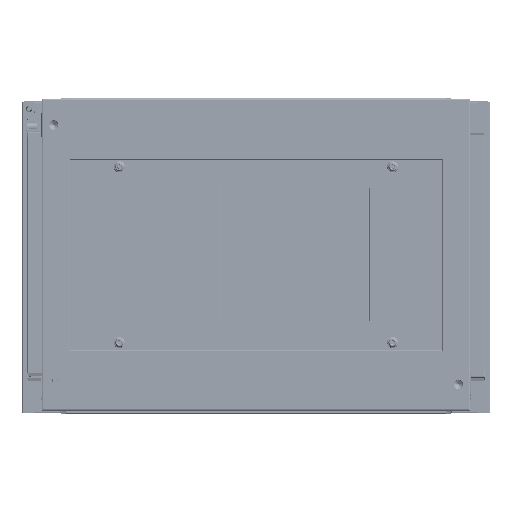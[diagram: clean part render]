
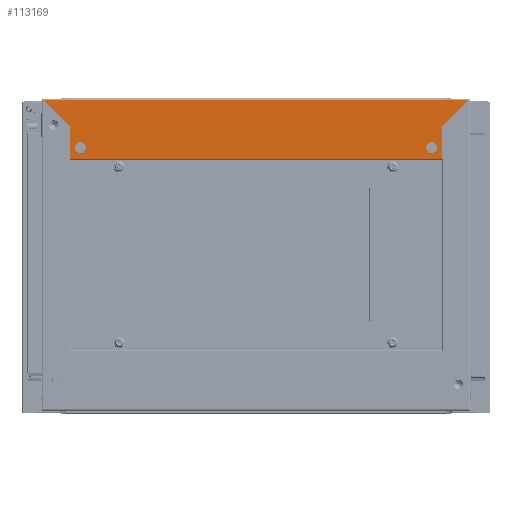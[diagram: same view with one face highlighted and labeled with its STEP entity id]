
A CAD part, top view. The second image highlights one B-rep face of the part: STEP entity #113169.
In plain terms, the highlighted planar face has unit normal (0, 0, 1).
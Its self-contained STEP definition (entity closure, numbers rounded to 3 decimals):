
#7150 = CIRCLE ( 'NONE', #19309, 7. ) ;
#7155 = CIRCLE ( 'NONE', #19312, 7. ) ;
#7371 = VECTOR ( 'NONE', #56189, 1000. ) ;
#7376 = VECTOR ( 'NONE', #56194, 1000. ) ;
#7383 = LINE ( 'NONE', #56201, #7420 ) ;
#7386 = LINE ( 'NONE', #56182, #7371 ) ;
#7393 = VECTOR ( 'NONE', #56222, 1000. ) ;
#7395 = LINE ( 'NONE', #56188, #7376 ) ;
#7404 = LINE ( 'NONE', #56197, #7406 ) ;
#7406 = VECTOR ( 'NONE', #56198, 1000. ) ;
#7420 = VECTOR ( 'NONE', #56206, 1000. ) ;
#7430 = CIRCLE ( 'NONE', #19366, 7. ) ;
#7432 = LINE ( 'NONE', #56221, #7447 ) ;
#7435 = VECTOR ( 'NONE', #56232, 1000. ) ;
#7437 = CIRCLE ( 'NONE', #19384, 7. ) ;
#7439 = LINE ( 'NONE', #56216, #7393 ) ;
#7447 = VECTOR ( 'NONE', #56227, 1000. ) ;
#7454 = LINE ( 'NONE', #56223, #7435 ) ;
#7462 = LINE ( 'NONE', #56235, #7465 ) ;
#7465 = VECTOR ( 'NONE', #56236, 1000. ) ;
#9810 = CARTESIAN_POINT ( 'NONE',  ( -238.25, -0.7, 1.5 ) ) ;
#9815 = CARTESIAN_POINT ( 'NONE',  ( 237.55, 0., 1.5 ) ) ;
#9893 = CARTESIAN_POINT ( 'NONE',  ( -272.24, 34.69, 1.5 ) ) ;
#19144 = CARTESIAN_POINT ( 'NONE',  ( 238.25, -40.29, 1.5 ) ) ;
#19173 = CARTESIAN_POINT ( 'NONE',  ( 272.24, 34.69, 1.5 ) ) ;
#19309 = AXIS2_PLACEMENT_3D ( 'NONE', #55943, #55950, #55952 ) ;
#19312 = AXIS2_PLACEMENT_3D ( 'NONE', #55937, #55960, #55961 ) ;
#19313 = CARTESIAN_POINT ( 'NONE',  ( -238.25, -40.29, 1.5 ) ) ;
#19366 = AXIS2_PLACEMENT_3D ( 'NONE', #56210, #56212, #56213 ) ;
#19384 = AXIS2_PLACEMENT_3D ( 'NONE', #56207, #56217, #56218 ) ;
#19671 = CARTESIAN_POINT ( 'NONE',  ( -218., -26.3, 1.5 ) ) ;
#19699 = CARTESIAN_POINT ( 'NONE',  ( 218., -26.3, 1.5 ) ) ;
#19701 = CARTESIAN_POINT ( 'NONE',  ( -237.55, 0., 1.5 ) ) ;
#19946 = CARTESIAN_POINT ( 'NONE',  ( 238.25, -0.7, 1.5 ) ) ;
#34355 = EDGE_LOOP ( 'NONE', ( #134988, #134991 ) ) ;
#34358 = EDGE_LOOP ( 'NONE', ( #134992, #134994 ) ) ;
#34360 = EDGE_LOOP ( 'NONE', ( #134996, #134997, #135000, #135001, #135003, #135005, #135006, #135009 ) ) ;
#49587 = FACE_BOUND ( 'NONE', #34355, .T. ) ;
#49596 = FACE_BOUND ( 'NONE', #34358, .T. ) ;
#49600 = FACE_OUTER_BOUND ( 'NONE', #34360, .T. ) ;
#53900 = CARTESIAN_POINT ( 'NONE',  ( 237.55, 0., 1.5 ) ) ;
#53910 = PLANE ( 'NONE',  #118322 ) ;
#53912 = DIRECTION ( 'NONE',  ( 0., 0., -1. ) ) ;
#53914 = DIRECTION ( 'NONE',  ( -1., 0., 0. ) ) ;
#55937 = CARTESIAN_POINT ( 'NONE',  ( -225., -26.3, 1.5 ) ) ;
#55943 = CARTESIAN_POINT ( 'NONE',  ( 225., -26.3, 1.5 ) ) ;
#55950 = DIRECTION ( 'NONE',  ( 0., 0., 1. ) ) ;
#55952 = DIRECTION ( 'NONE',  ( -1., 0., 0. ) ) ;
#55960 = DIRECTION ( 'NONE',  ( 0., 0., 1. ) ) ;
#55961 = DIRECTION ( 'NONE',  ( 1., 0., 0. ) ) ;
#56182 = CARTESIAN_POINT ( 'NONE',  ( -238.25, -0.7, 1.5 ) ) ;
#56188 = CARTESIAN_POINT ( 'NONE',  ( -238.25, -0.7, 1.5 ) ) ;
#56189 = DIRECTION ( 'NONE',  ( -0.707, -0.707, 0. ) ) ;
#56194 = DIRECTION ( 'NONE',  ( 0., -1., 0. ) ) ;
#56197 = CARTESIAN_POINT ( 'NONE',  ( -272.25, 34.7, 1.5 ) ) ;
#56198 = DIRECTION ( 'NONE',  ( 0.707, -0.707, 0. ) ) ;
#56201 = CARTESIAN_POINT ( 'NONE',  ( 272.25, 34.69, 1.5 ) ) ;
#56206 = DIRECTION ( 'NONE',  ( -1., 0., 0. ) ) ;
#56207 = CARTESIAN_POINT ( 'NONE',  ( -225., -26.3, 1.5 ) ) ;
#56210 = CARTESIAN_POINT ( 'NONE',  ( 225., -26.3, 1.5 ) ) ;
#56212 = DIRECTION ( 'NONE',  ( 0., 0., 1. ) ) ;
#56213 = DIRECTION ( 'NONE',  ( -1., 0., 0. ) ) ;
#56216 = CARTESIAN_POINT ( 'NONE',  ( -238.25, -40.29, 1.5 ) ) ;
#56217 = DIRECTION ( 'NONE',  ( 0., 0., 1. ) ) ;
#56218 = DIRECTION ( 'NONE',  ( 1., 0., 0. ) ) ;
#56221 = CARTESIAN_POINT ( 'NONE',  ( 238.25, -0.7, 1.5 ) ) ;
#56222 = DIRECTION ( 'NONE',  ( 1., 0., 0. ) ) ;
#56223 = CARTESIAN_POINT ( 'NONE',  ( 238.25, -0.7, 1.5 ) ) ;
#56227 = DIRECTION ( 'NONE',  ( 0., 1., 0. ) ) ;
#56232 = DIRECTION ( 'NONE',  ( -0.707, 0.707, 0. ) ) ;
#56235 = CARTESIAN_POINT ( 'NONE',  ( 272.25, 34.7, 1.5 ) ) ;
#56236 = DIRECTION ( 'NONE',  ( 0.707, 0.707, 0. ) ) ;
#63072 = CARTESIAN_POINT ( 'NONE',  ( 232., -26.3, 1.5 ) ) ;
#63233 = CARTESIAN_POINT ( 'NONE',  ( -232., -26.3, 1.5 ) ) ;
#79834 = VERTEX_POINT ( 'NONE', #63072 ) ;
#79920 = VERTEX_POINT ( 'NONE', #63233 ) ;
#84344 = EDGE_CURVE ( 'NONE', #137465, #79834, #7150, .T. ) ;
#84346 = EDGE_CURVE ( 'NONE', #79920, #137450, #7155, .T. ) ;
#84408 = EDGE_CURVE ( 'NONE', #137466, #137744, #7386, .T. ) ;
#84410 = EDGE_CURVE ( 'NONE', #137744, #137289, #7395, .T. ) ;
#84412 = EDGE_CURVE ( 'NONE', #137793, #137466, #7404, .T. ) ;
#84416 = EDGE_CURVE ( 'NONE', #137234, #137793, #7383, .T. ) ;
#84418 = EDGE_CURVE ( 'NONE', #79834, #137465, #7430, .T. ) ;
#84420 = EDGE_CURVE ( 'NONE', #137450, #79920, #7437, .T. ) ;
#84422 = EDGE_CURVE ( 'NONE', #137289, #137220, #7439, .T. ) ;
#84424 = EDGE_CURVE ( 'NONE', #137220, #137600, #7432, .T. ) ;
#84426 = EDGE_CURVE ( 'NONE', #137600, #137747, #7454, .T. ) ;
#84428 = EDGE_CURVE ( 'NONE', #137747, #137234, #7462, .T. ) ;
#113169 = ADVANCED_FACE ( 'NONE', ( #49587, #49596, #49600 ), #53910, .F. ) ;
#118322 = AXIS2_PLACEMENT_3D ( 'NONE', #53900, #53912, #53914 ) ;
#134988 = ORIENTED_EDGE ( 'NONE', *, *, #84418, .F. ) ;
#134991 = ORIENTED_EDGE ( 'NONE', *, *, #84344, .F. ) ;
#134992 = ORIENTED_EDGE ( 'NONE', *, *, #84420, .F. ) ;
#134994 = ORIENTED_EDGE ( 'NONE', *, *, #84346, .F. ) ;
#134996 = ORIENTED_EDGE ( 'NONE', *, *, #84416, .T. ) ;
#134997 = ORIENTED_EDGE ( 'NONE', *, *, #84412, .T. ) ;
#135000 = ORIENTED_EDGE ( 'NONE', *, *, #84408, .T. ) ;
#135001 = ORIENTED_EDGE ( 'NONE', *, *, #84410, .T. ) ;
#135003 = ORIENTED_EDGE ( 'NONE', *, *, #84422, .T. ) ;
#135005 = ORIENTED_EDGE ( 'NONE', *, *, #84424, .T. ) ;
#135006 = ORIENTED_EDGE ( 'NONE', *, *, #84426, .T. ) ;
#135009 = ORIENTED_EDGE ( 'NONE', *, *, #84428, .T. ) ;
#137220 = VERTEX_POINT ( 'NONE', #19144 ) ;
#137234 = VERTEX_POINT ( 'NONE', #19173 ) ;
#137289 = VERTEX_POINT ( 'NONE', #19313 ) ;
#137450 = VERTEX_POINT ( 'NONE', #19671 ) ;
#137465 = VERTEX_POINT ( 'NONE', #19699 ) ;
#137466 = VERTEX_POINT ( 'NONE', #19701 ) ;
#137600 = VERTEX_POINT ( 'NONE', #19946 ) ;
#137744 = VERTEX_POINT ( 'NONE', #9810 ) ;
#137747 = VERTEX_POINT ( 'NONE', #9815 ) ;
#137793 = VERTEX_POINT ( 'NONE', #9893 ) ;
